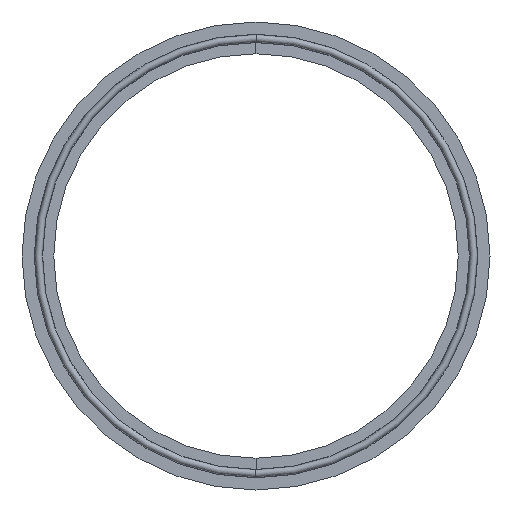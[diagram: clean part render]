
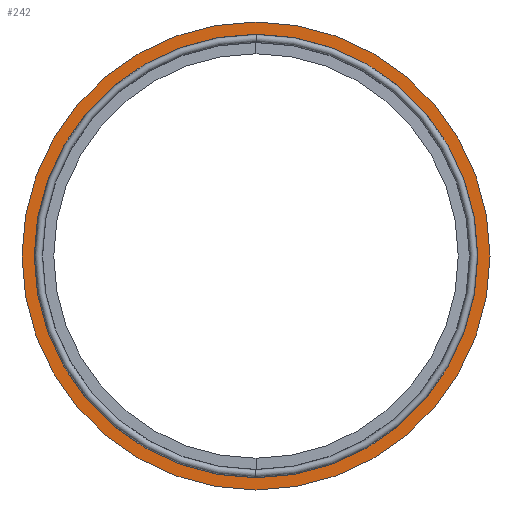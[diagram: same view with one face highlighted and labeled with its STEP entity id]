
A CAD part, left-side view. The second image highlights one B-rep face of the part: STEP entity #242.
In plain terms, the highlighted planar face has unit normal (-1, 0, 0).
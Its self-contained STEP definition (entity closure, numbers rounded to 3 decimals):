
#37 = CARTESIAN_POINT ( 'NONE',  ( -0.9, 0., 0. ) ) ;
#48 = VERTEX_POINT ( 'NONE', #507 ) ;
#61 = CIRCLE ( 'NONE', #501, 78.5 ) ;
#70 = ORIENTED_EDGE ( 'NONE', *, *, #282, .T. ) ;
#78 = CIRCLE ( 'NONE', #411, 74.4 ) ;
#89 = CARTESIAN_POINT ( 'NONE',  ( -0.9, 0., 0. ) ) ;
#107 = VERTEX_POINT ( 'NONE', #648 ) ;
#111 = DIRECTION ( 'NONE',  ( 1., 0., 0. ) ) ;
#123 = CARTESIAN_POINT ( 'NONE',  ( -0.9, 0., 78.5 ) ) ;
#135 = ORIENTED_EDGE ( 'NONE', *, *, #197, .T. ) ;
#157 = DIRECTION ( 'NONE',  ( -1., 0., 0. ) ) ;
#166 = EDGE_CURVE ( 'NONE', #878, #870, #61, .T. ) ;
#176 = CIRCLE ( 'NONE', #736, 74.4 ) ;
#197 = EDGE_CURVE ( 'NONE', #870, #878, #221, .T. ) ;
#221 = CIRCLE ( 'NONE', #734, 78.5 ) ;
#242 = ADVANCED_FACE ( 'NONE', ( #770, #830 ), #687, .F. ) ;
#282 = EDGE_CURVE ( 'NONE', #107, #48, #176, .T. ) ;
#317 = CARTESIAN_POINT ( 'NONE',  ( -0.9, 0., 0. ) ) ;
#342 = CARTESIAN_POINT ( 'NONE',  ( -0.9, 0., -78.5 ) ) ;
#350 = CARTESIAN_POINT ( 'NONE',  ( -0.9, 74.2, 0. ) ) ;
#411 = AXIS2_PLACEMENT_3D ( 'NONE', #37, #111, #518 ) ;
#438 = ORIENTED_EDGE ( 'NONE', *, *, #568, .T. ) ;
#444 = DIRECTION ( 'NONE',  ( 0., 0., 1. ) ) ;
#468 = ORIENTED_EDGE ( 'NONE', *, *, #166, .T. ) ;
#501 = AXIS2_PLACEMENT_3D ( 'NONE', #89, #590, #444 ) ;
#507 = CARTESIAN_POINT ( 'NONE',  ( -0.9, 0., -74.4 ) ) ;
#518 = DIRECTION ( 'NONE',  ( 0., 0., -1. ) ) ;
#568 = EDGE_CURVE ( 'NONE', #48, #107, #78, .T. ) ;
#590 = DIRECTION ( 'NONE',  ( -1., 0., 0. ) ) ;
#628 = DIRECTION ( 'NONE',  ( 0., 0., -1. ) ) ;
#639 = DIRECTION ( 'NONE',  ( 1., 0., 0. ) ) ;
#648 = CARTESIAN_POINT ( 'NONE',  ( -0.9, 0., 74.4 ) ) ;
#687 = PLANE ( 'NONE',  #806 ) ;
#702 = DIRECTION ( 'NONE',  ( 1., 0., 0. ) ) ;
#710 = CARTESIAN_POINT ( 'NONE',  ( -0.9, 0., 0. ) ) ;
#715 = EDGE_LOOP ( 'NONE', ( #438, #70 ) ) ;
#734 = AXIS2_PLACEMENT_3D ( 'NONE', #317, #157, #880 ) ;
#736 = AXIS2_PLACEMENT_3D ( 'NONE', #710, #639, #777 ) ;
#770 = FACE_BOUND ( 'NONE', #715, .T. ) ;
#777 = DIRECTION ( 'NONE',  ( 0., 0., -1. ) ) ;
#806 = AXIS2_PLACEMENT_3D ( 'NONE', #350, #702, #628 ) ;
#830 = FACE_OUTER_BOUND ( 'NONE', #889, .T. ) ;
#870 = VERTEX_POINT ( 'NONE', #342 ) ;
#878 = VERTEX_POINT ( 'NONE', #123 ) ;
#880 = DIRECTION ( 'NONE',  ( 0., 0., 1. ) ) ;
#889 = EDGE_LOOP ( 'NONE', ( #468, #135 ) ) ;
